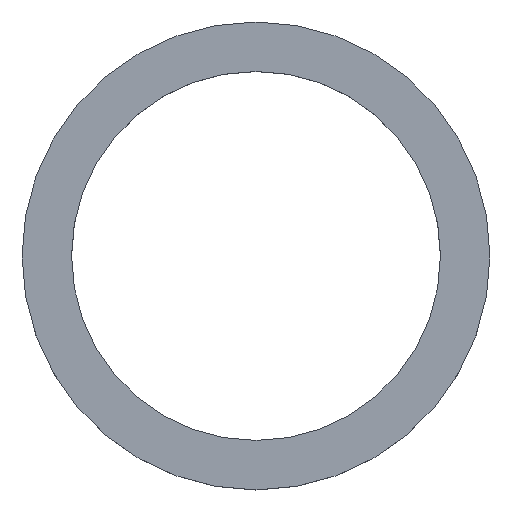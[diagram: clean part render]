
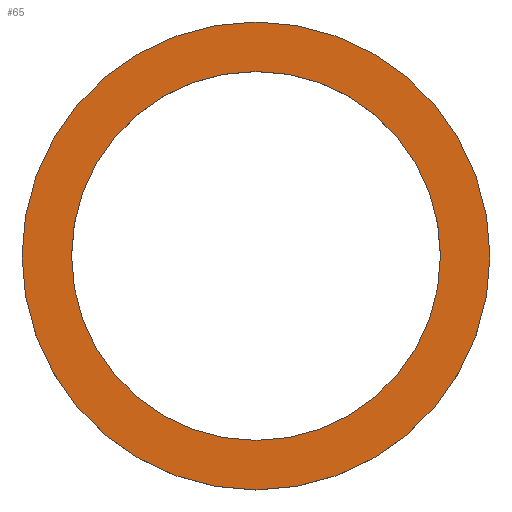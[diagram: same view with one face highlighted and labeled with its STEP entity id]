
A CAD part, top view. The second image highlights one B-rep face of the part: STEP entity #65.
In plain terms, the highlighted planar face has unit normal (0, 0, 1).
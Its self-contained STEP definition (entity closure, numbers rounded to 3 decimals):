
#1 = FACE_BOUND ( 'NONE', #17, .T. ) ;
#8 = EDGE_CURVE ( 'NONE', #13, #40, #73, .T. ) ;
#13 = VERTEX_POINT ( 'NONE', #44 ) ;
#16 = CIRCLE ( 'NONE', #43, 5.2 ) ;
#17 = EDGE_LOOP ( 'NONE', ( #102, #120 ) ) ;
#27 = ORIENTED_EDGE ( 'NONE', *, *, #8, .T. ) ;
#39 = EDGE_CURVE ( 'NONE', #86, #117, #71, .T. ) ;
#40 = VERTEX_POINT ( 'NONE', #153 ) ;
#42 = CARTESIAN_POINT ( 'NONE',  ( 0., 0., 1.1 ) ) ;
#43 = AXIS2_PLACEMENT_3D ( 'NONE', #184, #142, #188 ) ;
#44 = CARTESIAN_POINT ( 'NONE',  ( 5.2, 0., 1.1 ) ) ;
#45 = FACE_OUTER_BOUND ( 'NONE', #176, .T. ) ;
#47 = CARTESIAN_POINT ( 'NONE',  ( 4.1, 0., 1.1 ) ) ;
#60 = DIRECTION ( 'NONE',  ( 1., 0., 0. ) ) ;
#65 = ADVANCED_FACE ( 'NONE', ( #45, #1 ), #107, .T. ) ;
#71 = CIRCLE ( 'NONE', #80, 4.1 ) ;
#72 = ORIENTED_EDGE ( 'NONE', *, *, #75, .T. ) ;
#73 = CIRCLE ( 'NONE', #186, 5.2 ) ;
#75 = EDGE_CURVE ( 'NONE', #40, #13, #16, .T. ) ;
#77 = DIRECTION ( 'NONE',  ( 1., 0., 0. ) ) ;
#80 = AXIS2_PLACEMENT_3D ( 'NONE', #139, #112, #77 ) ;
#82 = CARTESIAN_POINT ( 'NONE',  ( -4.1, 0., 1.1 ) ) ;
#86 = VERTEX_POINT ( 'NONE', #82 ) ;
#89 = CIRCLE ( 'NONE', #193, 4.1 ) ;
#94 = AXIS2_PLACEMENT_3D ( 'NONE', #42, #109, #127 ) ;
#102 = ORIENTED_EDGE ( 'NONE', *, *, #39, .F. ) ;
#107 = PLANE ( 'NONE',  #94 ) ;
#109 = DIRECTION ( 'NONE',  ( 0., 0., 1. ) ) ;
#112 = DIRECTION ( 'NONE',  ( 0., 0., 1. ) ) ;
#116 = DIRECTION ( 'NONE',  ( 1., 0., 0. ) ) ;
#117 = VERTEX_POINT ( 'NONE', #47 ) ;
#120 = ORIENTED_EDGE ( 'NONE', *, *, #172, .F. ) ;
#127 = DIRECTION ( 'NONE',  ( 1., 0., 0. ) ) ;
#139 = CARTESIAN_POINT ( 'NONE',  ( 0., 0., 1.1 ) ) ;
#142 = DIRECTION ( 'NONE',  ( 0., 0., 1. ) ) ;
#153 = CARTESIAN_POINT ( 'NONE',  ( -5.2, 0., 1.1 ) ) ;
#170 = DIRECTION ( 'NONE',  ( 0., 0., 1. ) ) ;
#172 = EDGE_CURVE ( 'NONE', #117, #86, #89, .T. ) ;
#173 = DIRECTION ( 'NONE',  ( 0., 0., 1. ) ) ;
#176 = EDGE_LOOP ( 'NONE', ( #72, #27 ) ) ;
#177 = CARTESIAN_POINT ( 'NONE',  ( 0., 0., 1.1 ) ) ;
#184 = CARTESIAN_POINT ( 'NONE',  ( 0., 0., 1.1 ) ) ;
#185 = CARTESIAN_POINT ( 'NONE',  ( 0., 0., 1.1 ) ) ;
#186 = AXIS2_PLACEMENT_3D ( 'NONE', #185, #170, #60 ) ;
#188 = DIRECTION ( 'NONE',  ( 1., 0., 0. ) ) ;
#193 = AXIS2_PLACEMENT_3D ( 'NONE', #177, #173, #116 ) ;
